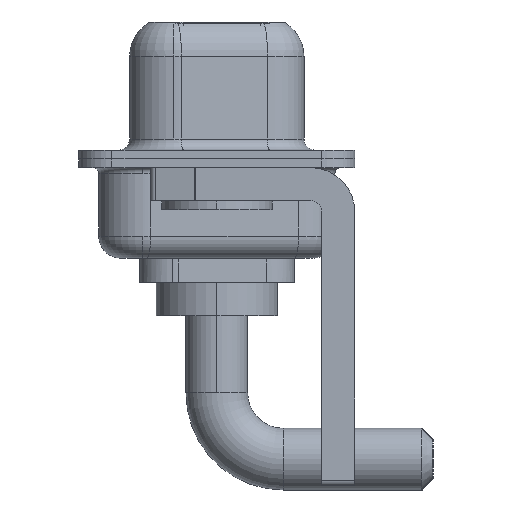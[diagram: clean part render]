
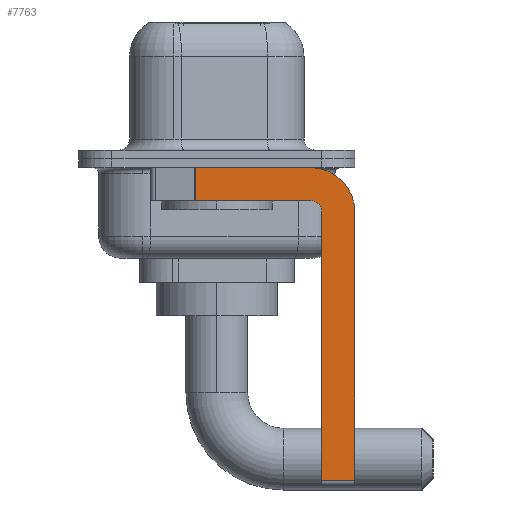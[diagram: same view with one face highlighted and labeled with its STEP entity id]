
A CAD part, left-side view. The second image highlights one B-rep face of the part: STEP entity #7763.
In plain terms, the highlighted planar face has unit normal (-1, 0, 0).
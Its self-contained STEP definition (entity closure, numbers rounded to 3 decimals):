
#30 = DIRECTION ( 'NONE',  ( 0., 0., -1. ) ) ;
#103 = PLANE ( 'NONE',  #8034 ) ;
#1197 = AXIS2_PLACEMENT_3D ( 'NONE', #3223, #10556, #8408 ) ;
#1658 = VERTEX_POINT ( 'NONE', #2127 ) ;
#1673 = ORIENTED_EDGE ( 'NONE', *, *, #7032, .T. ) ;
#2126 = CARTESIAN_POINT ( 'NONE',  ( -2.9, 0.978, -1.9 ) ) ;
#2127 = CARTESIAN_POINT ( 'NONE',  ( -2.9, -4.25, -0.4 ) ) ;
#2184 = CARTESIAN_POINT ( 'NONE',  ( -2.9, 0.978, -0.4 ) ) ;
#2312 = EDGE_CURVE ( 'NONE', #9558, #8978, #5439, .T. ) ;
#2480 = ORIENTED_EDGE ( 'NONE', *, *, #12148, .F. ) ;
#2578 = ORIENTED_EDGE ( 'NONE', *, *, #2312, .F. ) ;
#2600 = VECTOR ( 'NONE', #30, 1000. ) ;
#2943 = ORIENTED_EDGE ( 'NONE', *, *, #14094, .F. ) ;
#3049 = VECTOR ( 'NONE', #9224, 1000. ) ;
#3223 = CARTESIAN_POINT ( 'NONE',  ( -2.9, -4.25, -2.4 ) ) ;
#3376 = DIRECTION ( 'NONE',  ( 1., 0., 0. ) ) ;
#3679 = EDGE_CURVE ( 'NONE', #10326, #10975, #7325, .T. ) ;
#4109 = DIRECTION ( 'NONE',  ( 0., 1., 0. ) ) ;
#4290 = DIRECTION ( 'NONE',  ( 0., -1., 0. ) ) ;
#4409 = CARTESIAN_POINT ( 'NONE',  ( -2.9, -6.25, -14.55 ) ) ;
#4602 = ORIENTED_EDGE ( 'NONE', *, *, #5625, .T. ) ;
#4861 = ORIENTED_EDGE ( 'NONE', *, *, #3679, .F. ) ;
#5439 = LINE ( 'NONE', #7561, #2600 ) ;
#5625 = EDGE_CURVE ( 'NONE', #12180, #8971, #9108, .T. ) ;
#6309 = VECTOR ( 'NONE', #4109, 1000. ) ;
#6446 = CARTESIAN_POINT ( 'NONE',  ( -2.9, 0.978, -1.9 ) ) ;
#6456 = DIRECTION ( 'NONE',  ( 0., 0., -1. ) ) ;
#6864 = CARTESIAN_POINT ( 'NONE',  ( -2.9, -4.25, -1.9 ) ) ;
#7032 = EDGE_CURVE ( 'NONE', #9282, #8978, #12372, .T. ) ;
#7325 = CIRCLE ( 'NONE', #1197, 0.5 ) ;
#7561 = CARTESIAN_POINT ( 'NONE',  ( -2.9, -6.25, -2.4 ) ) ;
#7624 = CARTESIAN_POINT ( 'NONE',  ( -2.9, -4.75, -14.8 ) ) ;
#7666 = AXIS2_PLACEMENT_3D ( 'NONE', #11813, #8695, #6456 ) ;
#7763 = ADVANCED_FACE ( 'NONE', ( #9849 ), #103, .F. ) ;
#8034 = AXIS2_PLACEMENT_3D ( 'NONE', #13143, #3376, #12058 ) ;
#8102 = EDGE_CURVE ( 'NONE', #12180, #1658, #8868, .T. ) ;
#8408 = DIRECTION ( 'NONE',  ( 0., 0., 1. ) ) ;
#8601 = CARTESIAN_POINT ( 'NONE',  ( -2.9, -4.75, -2.4 ) ) ;
#8695 = DIRECTION ( 'NONE',  ( 1., 0., 0. ) ) ;
#8868 = LINE ( 'NONE', #14059, #13316 ) ;
#8876 = VECTOR ( 'NONE', #12142, 1000. ) ;
#8971 = VERTEX_POINT ( 'NONE', #2126 ) ;
#8978 = VERTEX_POINT ( 'NONE', #4409 ) ;
#9108 = LINE ( 'NONE', #6446, #8876 ) ;
#9224 = DIRECTION ( 'NONE',  ( 0., -1., 0. ) ) ;
#9282 = VERTEX_POINT ( 'NONE', #11738 ) ;
#9365 = VECTOR ( 'NONE', #13132, 1000. ) ;
#9558 = VERTEX_POINT ( 'NONE', #11770 ) ;
#9849 = FACE_OUTER_BOUND ( 'NONE', #10487, .T. ) ;
#10179 = ORIENTED_EDGE ( 'NONE', *, *, #8102, .F. ) ;
#10326 = VERTEX_POINT ( 'NONE', #8601 ) ;
#10445 = CARTESIAN_POINT ( 'NONE',  ( -2.9, -4.25, -1.9 ) ) ;
#10487 = EDGE_LOOP ( 'NONE', ( #10179, #4602, #10670, #4861, #2943, #1673, #2578, #2480 ) ) ;
#10556 = DIRECTION ( 'NONE',  ( -1., 0., 0. ) ) ;
#10670 = ORIENTED_EDGE ( 'NONE', *, *, #12004, .F. ) ;
#10975 = VERTEX_POINT ( 'NONE', #6864 ) ;
#11157 = CARTESIAN_POINT ( 'NONE',  ( -2.9, -4.25, -14.55 ) ) ;
#11738 = CARTESIAN_POINT ( 'NONE',  ( -2.9, -4.75, -14.55 ) ) ;
#11770 = CARTESIAN_POINT ( 'NONE',  ( -2.9, -6.25, -2.4 ) ) ;
#11779 = CIRCLE ( 'NONE', #7666, 2. ) ;
#11813 = CARTESIAN_POINT ( 'NONE',  ( -2.9, -4.25, -2.4 ) ) ;
#12004 = EDGE_CURVE ( 'NONE', #10975, #8971, #13822, .T. ) ;
#12058 = DIRECTION ( 'NONE',  ( 0., 0., -1. ) ) ;
#12142 = DIRECTION ( 'NONE',  ( 0., 0., -1. ) ) ;
#12148 = EDGE_CURVE ( 'NONE', #1658, #9558, #11779, .T. ) ;
#12180 = VERTEX_POINT ( 'NONE', #2184 ) ;
#12372 = LINE ( 'NONE', #11157, #3049 ) ;
#13132 = DIRECTION ( 'NONE',  ( 0., 0., 1. ) ) ;
#13143 = CARTESIAN_POINT ( 'NONE',  ( -2.9, -4.25, -2.4 ) ) ;
#13316 = VECTOR ( 'NONE', #4290, 1000. ) ;
#13781 = LINE ( 'NONE', #7624, #9365 ) ;
#13822 = LINE ( 'NONE', #10445, #6309 ) ;
#14059 = CARTESIAN_POINT ( 'NONE',  ( -2.9, 3., -0.4 ) ) ;
#14094 = EDGE_CURVE ( 'NONE', #9282, #10326, #13781, .T. ) ;
